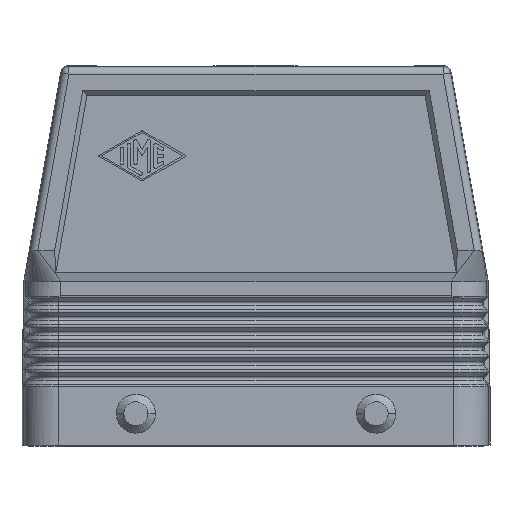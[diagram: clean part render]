
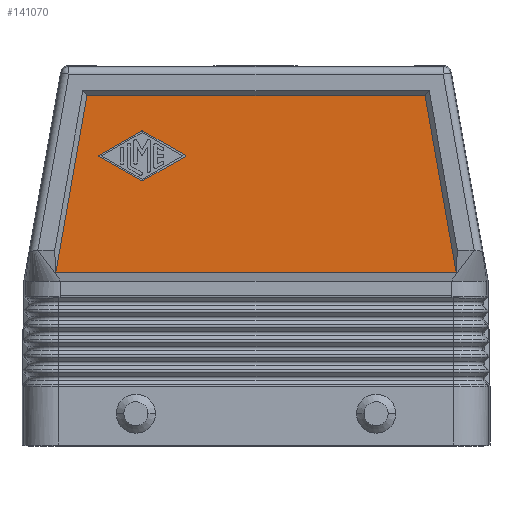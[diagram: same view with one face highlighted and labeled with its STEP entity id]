
A CAD part, left-side view. The second image highlights one B-rep face of the part: STEP entity #141070.
In plain terms, the highlighted planar face has unit normal (-1, 0, 0).
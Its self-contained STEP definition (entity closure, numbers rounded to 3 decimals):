
#33540=CARTESIAN_POINT('',(374.083,-12.317,
48.893));
#33550=DIRECTION('',(1.,0.,0.));
#33560=DIRECTION('',(0.,1.,0.));
#33570=AXIS2_PLACEMENT_3D('',#33540,#33550,#33560);
#33580=PLANE('',#33570);
#67310=CARTESIAN_POINT('',(374.083,50.926,
70.233));
#67320=VERTEX_POINT('',#67310);
#67350=CARTESIAN_POINT('',(374.083,61.144,
12.233));
#67360=DIRECTION('',(0.,-0.174,0.985));
#67370=VECTOR('',#67360,1.);
#67380=LINE('',#67350,#67370);
#67390=CARTESIAN_POINT('',(374.083,57.156,
34.87));
#67400=VERTEX_POINT('',#67390);
#67410=EDGE_CURVE('',#67400,#67320,#67380,.T.);
#82870=CARTESIAN_POINT('',(374.083,44.373,
50.63));
#82880=DIRECTION('',(0.,-0.868,0.496));
#82890=VECTOR('',#82880,1.);
#82900=LINE('',#82870,#82890);
#82910=CARTESIAN_POINT('',(374.083,39.741,
53.277));
#82920=VERTEX_POINT('',#82910);
#82930=CARTESIAN_POINT('',(374.083,31.324,
58.088));
#82940=VERTEX_POINT('',#82930);
#82950=EDGE_CURVE('',#82920,#82940,#82900,.T.);
#82970=CARTESIAN_POINT('',(374.083,39.906,
53.566));
#82980=DIRECTION('',(-1.,0.,0.));
#82990=DIRECTION('',(0.,-1.,0.));
#83000=AXIS2_PLACEMENT_3D('',#82970,#82980,#82990);
#83010=CIRCLE('',#83000,0.333);
#83020=CARTESIAN_POINT('',(374.083,40.072,
53.277));
#83030=VERTEX_POINT('',#83020);
#83040=EDGE_CURVE('',#83030,#82920,#83010,.T.);
#83060=CARTESIAN_POINT('',(374.083,44.373,
55.735));
#83070=DIRECTION('',(0.,-0.868,-0.496));
#83080=VECTOR('',#83070,1.);
#83090=LINE('',#83060,#83080);
#83100=CARTESIAN_POINT('',(374.083,48.488,
58.088));
#83110=VERTEX_POINT('',#83100);
#83120=EDGE_CURVE('',#83110,#83030,#83090,.T.);
#83140=CARTESIAN_POINT('',(374.083,48.405,
58.233));
#83150=DIRECTION('',(-1.,0.,0.));
#83160=DIRECTION('',(0.,-1.,0.));
#83170=AXIS2_PLACEMENT_3D('',#83140,#83150,#83160);
#83180=CIRCLE('',#83170,0.167);
#83190=CARTESIAN_POINT('',(374.083,48.488,
58.377));
#83200=VERTEX_POINT('',#83190);
#83210=EDGE_CURVE('',#83200,#83110,#83180,.T.);
#83230=CARTESIAN_POINT('',(374.083,44.373,
60.73));
#83240=DIRECTION('',(0.,0.868,-0.496));
#83250=VECTOR('',#83240,1.);
#83260=LINE('',#83230,#83250);
#83270=CARTESIAN_POINT('',(374.083,40.072,
63.188));
#83280=VERTEX_POINT('',#83270);
#83290=EDGE_CURVE('',#83280,#83200,#83260,.T.);
#83310=CARTESIAN_POINT('',(374.083,39.906,
62.899));
#83320=DIRECTION('',(-1.,0.,0.));
#83330=DIRECTION('',(0.,-1.,0.));
#83340=AXIS2_PLACEMENT_3D('',#83310,#83320,#83330);
#83350=CIRCLE('',#83340,0.333);
#83360=CARTESIAN_POINT('',(374.083,39.741,
63.188));
#83370=VERTEX_POINT('',#83360);
#83380=EDGE_CURVE('',#83370,#83280,#83350,.T.);
#83400=CARTESIAN_POINT('',(374.083,44.373,
65.836));
#83410=DIRECTION('',(0.,0.868,0.496));
#83420=VECTOR('',#83410,1.);
#83430=LINE('',#83400,#83420);
#83440=CARTESIAN_POINT('',(374.083,31.324,
58.377));
#83450=VERTEX_POINT('',#83440);
#83460=EDGE_CURVE('',#83450,#83370,#83430,.T.);
#83480=CARTESIAN_POINT('',(374.083,31.407,
58.233));
#83490=DIRECTION('',(-1.,0.,0.));
#83500=DIRECTION('',(0.,-1.,0.));
#83510=AXIS2_PLACEMENT_3D('',#83480,#83490,#83500);
#83520=CIRCLE('',#83510,0.167);
#83530=EDGE_CURVE('',#82940,#83450,#83520,.T.);
#140280=CARTESIAN_POINT('',(374.083,-16.613,
70.233));
#140290=VERTEX_POINT('',#140280);
#140320=CARTESIAN_POINT('',(374.083,44.373,
70.233));
#140330=DIRECTION('',(0.,1.,0.));
#140340=VECTOR('',#140330,1.);
#140350=LINE('',#140320,#140340);
#140360=EDGE_CURVE('',#140290,#67320,#140350,.T.);
#140590=CARTESIAN_POINT('',(374.083,-22.843,
34.87));
#140600=VERTEX_POINT('',#140590);
#140630=CARTESIAN_POINT('',(374.083,-26.831,
12.233));
#140640=DIRECTION('',(0.,0.174,0.985));
#140650=VECTOR('',#140640,1.);
#140660=LINE('',#140630,#140650);
#140670=EDGE_CURVE('',#140600,#140290,#140660,.T.);
#140860=CARTESIAN_POINT('',(374.083,44.373,
34.87));
#140870=DIRECTION('',(0.,1.,0.));
#140880=VECTOR('',#140870,1.);
#140890=LINE('',#140860,#140880);
#140900=EDGE_CURVE('',#140600,#67400,#140890,.T.);
#140910=ORIENTED_EDGE('',*,*,#140900,.F.);
#140920=ORIENTED_EDGE('',*,*,#67410,.F.);
#140930=ORIENTED_EDGE('',*,*,#140360,.T.);
#140940=ORIENTED_EDGE('',*,*,#140670,.T.);
#140950=EDGE_LOOP('',(#140940,#140930,#140920,#140910));
#140960=FACE_OUTER_BOUND('',#140950,.T.);
#140970=ORIENTED_EDGE('',*,*,#83460,.F.);
#140980=ORIENTED_EDGE('',*,*,#83380,.F.);
#140990=ORIENTED_EDGE('',*,*,#83290,.F.);
#141000=ORIENTED_EDGE('',*,*,#83210,.F.);
#141010=ORIENTED_EDGE('',*,*,#83120,.F.);
#141020=ORIENTED_EDGE('',*,*,#83040,.F.);
#141030=ORIENTED_EDGE('',*,*,#82950,.F.);
#141040=ORIENTED_EDGE('',*,*,#83530,.F.);
#141050=EDGE_LOOP('',(#141040,#141030,#141020,#141010,#141000,#140990,
#140980,#140970));
#141060=FACE_BOUND('',#141050,.T.);
#141070=ADVANCED_FACE('',(#140960,#141060),#33580,.F.);
